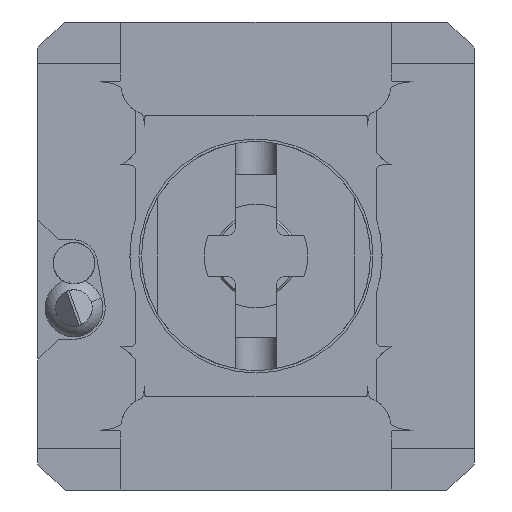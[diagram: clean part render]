
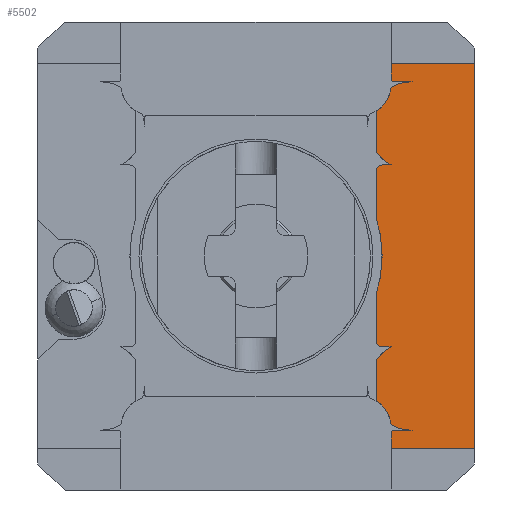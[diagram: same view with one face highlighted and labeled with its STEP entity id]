
A CAD part, left-side view. The second image highlights one B-rep face of the part: STEP entity #5502.
In plain terms, the highlighted planar face has unit normal (-1, 0, 0).
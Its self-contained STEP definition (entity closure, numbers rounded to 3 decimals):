
#584=CARTESIAN_POINT('',(-36.,-26.5,-34.));
#585=DIRECTION('',(-1.,0.,0.));
#586=DIRECTION('',(0.,0.,1.));
#587=AXIS2_PLACEMENT_3D('',#584,#585,#586);
#589=DIRECTION('',(0.,-1.,0.));
#590=VECTOR('',#589,3.5);
#591=CARTESIAN_POINT('',(-36.,-26.5,-33.5));
#592=LINE('',#591,#590);
#593=CARTESIAN_POINT('',(-36.,-30.,-25.));
#594=DIRECTION('',(-1.,0.,0.));
#595=DIRECTION('',(0.,0.473,-0.881));
#596=AXIS2_PLACEMENT_3D('',#593,#594,#595);
#598=CARTESIAN_POINT('',(-36.,-20.,-33.));
#599=DIRECTION('',(-1.,0.,0.));
#600=DIRECTION('',(0.,-0.996,0.085));
#601=AXIS2_PLACEMENT_3D('',#598,#599,#600);
#603=DIRECTION('',(0.,0.,1.));
#604=VECTOR('',#603,7.827);
#605=CARTESIAN_POINT('',(-36.,-23.1,-27.863));
#606=LINE('',#605,#604);
#607=CARTESIAN_POINT('',(-36.,-30.,-25.));
#608=DIRECTION('',(-1.,0.,0.));
#609=DIRECTION('',(0.,0.471,0.882));
#610=AXIS2_PLACEMENT_3D('',#607,#608,#609);
#612=DIRECTION('',(0.,1.,0.));
#613=VECTOR('',#612,1.7);
#614=CARTESIAN_POINT('',(-36.,-26.,-17.5));
#615=LINE('',#614,#613);
#616=CARTESIAN_POINT('',(-36.,-24.3,-16.3));
#617=DIRECTION('',(-1.,0.,0.));
#618=DIRECTION('',(0.,1.,0.));
#619=AXIS2_PLACEMENT_3D('',#616,#617,#618);
#621=DIRECTION('',(0.,0.,1.));
#622=VECTOR('',#621,8.921);
#623=CARTESIAN_POINT('',(-36.,-23.1,-16.3));
#624=LINE('',#623,#622);
#625=DIRECTION('',(0.,0.,1.));
#626=VECTOR('',#625,8.921);
#627=CARTESIAN_POINT('',(-36.,-23.1,7.379));
#628=LINE('',#627,#626);
#629=CARTESIAN_POINT('',(-36.,-24.3,16.3));
#630=DIRECTION('',(-1.,0.,0.));
#631=DIRECTION('',(0.,0.,1.));
#632=AXIS2_PLACEMENT_3D('',#629,#630,#631);
#634=DIRECTION('',(0.,-1.,0.));
#635=VECTOR('',#634,1.7);
#636=CARTESIAN_POINT('',(-36.,-24.3,17.5));
#637=LINE('',#636,#635);
#638=CARTESIAN_POINT('',(-36.,-30.,25.));
#639=DIRECTION('',(-1.,0.,0.));
#640=DIRECTION('',(0.,0.812,-0.584));
#641=AXIS2_PLACEMENT_3D('',#638,#639,#640);
#643=DIRECTION('',(0.,0.,1.));
#644=VECTOR('',#643,7.827);
#645=CARTESIAN_POINT('',(-36.,-23.1,20.036));
#646=LINE('',#645,#644);
#647=CARTESIAN_POINT('',(-36.,-20.,33.));
#648=DIRECTION('',(-1.,0.,0.));
#649=DIRECTION('',(0.,-0.517,-0.856));
#650=AXIS2_PLACEMENT_3D('',#647,#648,#649);
#652=CARTESIAN_POINT('',(-36.,-30.,25.));
#653=DIRECTION('',(-1.,0.,0.));
#654=DIRECTION('',(0.,0.,1.));
#655=AXIS2_PLACEMENT_3D('',#652,#653,#654);
#657=DIRECTION('',(0.,1.,0.));
#658=VECTOR('',#657,3.5);
#659=CARTESIAN_POINT('',(-36.,-30.,33.5));
#660=LINE('',#659,#658);
#661=CARTESIAN_POINT('',(-36.,-26.5,34.));
#662=DIRECTION('',(-1.,0.,0.));
#663=DIRECTION('',(0.,1.,0.));
#664=AXIS2_PLACEMENT_3D('',#661,#662,#663);
#666=DIRECTION('',(0.,0.,-1.));
#667=VECTOR('',#666,3.);
#668=CARTESIAN_POINT('',(-36.,-26.,37.));
#669=LINE('',#668,#667);
#670=DIRECTION('',(0.,0.,1.));
#671=VECTOR('',#670,3.);
#672=CARTESIAN_POINT('',(-36.,-26.,-37.));
#673=LINE('',#672,#671);
#682=DIRECTION('',(0.,-1.,0.));
#683=VECTOR('',#682,16.);
#684=CARTESIAN_POINT('',(-36.,-26.,-37.));
#685=LINE('',#684,#683);
#694=DIRECTION('',(0.,0.,1.));
#695=VECTOR('',#694,74.);
#696=CARTESIAN_POINT('',(-36.,-42.,-37.));
#697=LINE('',#696,#695);
#1734=CARTESIAN_POINT('',(-36.,0.,0.));
#1735=DIRECTION('',(1.,0.,0.));
#1736=DIRECTION('',(0.,-0.953,0.304));
#1737=AXIS2_PLACEMENT_3D('',#1734,#1735,#1736);
#1833=DIRECTION('',(0.,-1.,0.));
#1834=VECTOR('',#1833,16.);
#1835=CARTESIAN_POINT('',(-36.,-26.,37.));
#1836=LINE('',#1835,#1834);
#4013=CARTESIAN_POINT('',(-36.,-42.,-37.));
#4014=CARTESIAN_POINT('',(-36.,-42.,37.));
#4015=VERTEX_POINT('',#4013);
#4016=VERTEX_POINT('',#4014);
#4054=CARTESIAN_POINT('',(-36.,-23.1,-7.379));
#4056=VERTEX_POINT('',#4054);
#4058=CARTESIAN_POINT('',(-36.,-23.1,7.379));
#4060=VERTEX_POINT('',#4058);
#4125=CARTESIAN_POINT('',(-36.,-26.,-37.));
#4126=VERTEX_POINT('',#4125);
#4131=CARTESIAN_POINT('',(-36.,-26.,37.));
#4132=VERTEX_POINT('',#4131);
#4150=CARTESIAN_POINT('',(-36.,-23.1,-16.3));
#4152=VERTEX_POINT('',#4150);
#4154=CARTESIAN_POINT('',(-36.,-23.1,16.3));
#4156=VERTEX_POINT('',#4154);
#4157=CARTESIAN_POINT('',(-36.,-26.,-17.5));
#4158=CARTESIAN_POINT('',(-36.,-24.3,-17.5));
#4159=VERTEX_POINT('',#4157);
#4160=VERTEX_POINT('',#4158);
#4161=CARTESIAN_POINT('',(-36.,-24.3,17.5));
#4162=VERTEX_POINT('',#4161);
#4163=CARTESIAN_POINT('',(-36.,-26.,17.5));
#4164=VERTEX_POINT('',#4163);
#4261=CARTESIAN_POINT('',(-36.,-26.5,-33.5));
#4262=CARTESIAN_POINT('',(-36.,-26.,-34.));
#4263=VERTEX_POINT('',#4261);
#4264=VERTEX_POINT('',#4262);
#4265=CARTESIAN_POINT('',(-36.,-30.,-33.5));
#4266=VERTEX_POINT('',#4265);
#4267=CARTESIAN_POINT('',(-36.,-30.,33.5));
#4268=CARTESIAN_POINT('',(-36.,-26.5,33.5));
#4269=VERTEX_POINT('',#4267);
#4270=VERTEX_POINT('',#4268);
#4271=CARTESIAN_POINT('',(-36.,-26.,34.));
#4272=VERTEX_POINT('',#4271);
#4294=CARTESIAN_POINT('',(-36.,-23.1,-27.863));
#4296=VERTEX_POINT('',#4294);
#4298=CARTESIAN_POINT('',(-36.,-23.1,27.863));
#4300=VERTEX_POINT('',#4298);
#4326=CARTESIAN_POINT('',(-36.,-23.1,-20.036));
#4328=VERTEX_POINT('',#4326);
#4330=CARTESIAN_POINT('',(-36.,-23.1,20.036));
#4332=VERTEX_POINT('',#4330);
#4365=CARTESIAN_POINT('',(-36.,-25.978,-32.488));
#4366=VERTEX_POINT('',#4365);
#4367=CARTESIAN_POINT('',(-36.,-25.978,32.488));
#4368=VERTEX_POINT('',#4367);
#5450=CARTESIAN_POINT('',(-36.,-23.1,-37.));
#5451=DIRECTION('',(-1.,0.,0.));
#5452=DIRECTION('',(0.,-1.,0.));
#5453=AXIS2_PLACEMENT_3D('',#5450,#5451,#5452);
#5454=PLANE('',#5453);
#5456=ORIENTED_EDGE('',*,*,#5455,.F.);
#5458=ORIENTED_EDGE('',*,*,#5457,.T.);
#5460=ORIENTED_EDGE('',*,*,#5459,.F.);
#5461=ORIENTED_EDGE('',*,*,#5395,.T.);
#5462=ORIENTED_EDGE('',*,*,#5442,.T.);
#5463=ORIENTED_EDGE('',*,*,#5431,.F.);
#5465=ORIENTED_EDGE('',*,*,#5464,.T.);
#5467=ORIENTED_EDGE('',*,*,#5466,.F.);
#5469=ORIENTED_EDGE('',*,*,#5468,.T.);
#5471=ORIENTED_EDGE('',*,*,#5470,.F.);
#5473=ORIENTED_EDGE('',*,*,#5472,.T.);
#5475=ORIENTED_EDGE('',*,*,#5474,.F.);
#5477=ORIENTED_EDGE('',*,*,#5476,.T.);
#5479=ORIENTED_EDGE('',*,*,#5478,.F.);
#5481=ORIENTED_EDGE('',*,*,#5480,.T.);
#5483=ORIENTED_EDGE('',*,*,#5482,.T.);
#5485=ORIENTED_EDGE('',*,*,#5484,.F.);
#5487=ORIENTED_EDGE('',*,*,#5486,.T.);
#5489=ORIENTED_EDGE('',*,*,#5488,.F.);
#5491=ORIENTED_EDGE('',*,*,#5490,.F.);
#5493=ORIENTED_EDGE('',*,*,#5492,.T.);
#5495=ORIENTED_EDGE('',*,*,#5494,.F.);
#5497=ORIENTED_EDGE('',*,*,#5496,.F.);
#5499=ORIENTED_EDGE('',*,*,#5498,.T.);
#5500=EDGE_LOOP('',(#5456,#5458,#5460,#5461,#5462,#5463,#5465,#5467,#5469,#5471,
#5473,#5475,#5477,#5479,#5481,#5483,#5485,#5487,#5489,#5491,#5493,#5495,#5497,
#5499));
#5501=FACE_OUTER_BOUND('',#5500,.F.);
#5502=ADVANCED_FACE('',(#5501),#5454,.T.);
#588=CIRCLE('',#587,0.5);
#597=CIRCLE('',#596,8.5);
#602=CIRCLE('',#601,6.);
#611=CIRCLE('',#610,8.5);
#620=CIRCLE('',#619,1.2);
#633=CIRCLE('',#632,1.2);
#642=CIRCLE('',#641,8.5);
#651=CIRCLE('',#650,6.);
#656=CIRCLE('',#655,8.5);
#665=CIRCLE('',#664,0.5);
#1738=CIRCLE('',#1737,24.25);
#5395=EDGE_CURVE('',#4366,#4296,#602,.T.);
#5431=EDGE_CURVE('',#4159,#4328,#611,.T.);
#5442=EDGE_CURVE('',#4296,#4328,#606,.T.);
#5455=EDGE_CURVE('',#4263,#4264,#588,.T.);
#5457=EDGE_CURVE('',#4263,#4266,#592,.T.);
#5459=EDGE_CURVE('',#4366,#4266,#597,.T.);
#5464=EDGE_CURVE('',#4159,#4160,#615,.T.);
#5466=EDGE_CURVE('',#4152,#4160,#620,.T.);
#5468=EDGE_CURVE('',#4152,#4056,#624,.T.);
#5470=EDGE_CURVE('',#4060,#4056,#1738,.T.);
#5472=EDGE_CURVE('',#4060,#4156,#628,.T.);
#5474=EDGE_CURVE('',#4162,#4156,#633,.T.);
#5476=EDGE_CURVE('',#4162,#4164,#637,.T.);
#5478=EDGE_CURVE('',#4332,#4164,#642,.T.);
#5480=EDGE_CURVE('',#4332,#4300,#646,.T.);
#5482=EDGE_CURVE('',#4300,#4368,#651,.T.);
#5484=EDGE_CURVE('',#4269,#4368,#656,.T.);
#5486=EDGE_CURVE('',#4269,#4270,#660,.T.);
#5488=EDGE_CURVE('',#4272,#4270,#665,.T.);
#5490=EDGE_CURVE('',#4132,#4272,#669,.T.);
#5492=EDGE_CURVE('',#4132,#4016,#1836,.T.);
#5494=EDGE_CURVE('',#4015,#4016,#697,.T.);
#5496=EDGE_CURVE('',#4126,#4015,#685,.T.);
#5498=EDGE_CURVE('',#4126,#4264,#673,.T.);
